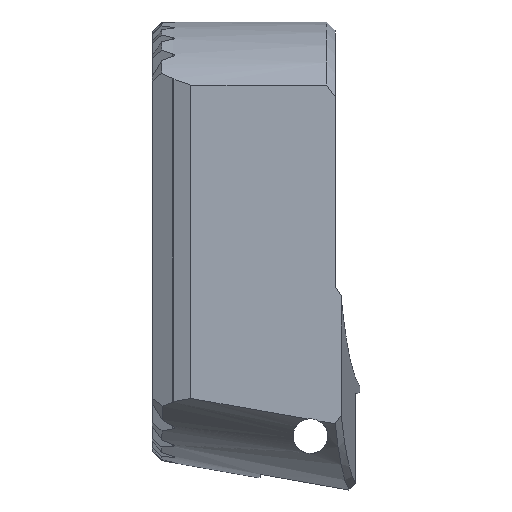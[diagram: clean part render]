
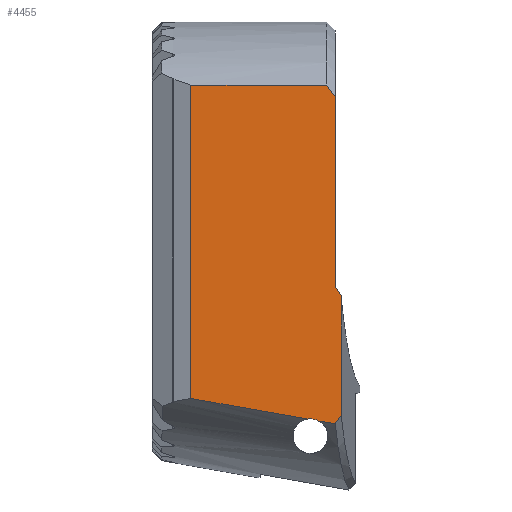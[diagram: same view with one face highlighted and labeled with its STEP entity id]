
A CAD part, front view. The second image highlights one B-rep face of the part: STEP entity #4455.
In plain terms, the highlighted planar face has unit normal (0, -1, 0).
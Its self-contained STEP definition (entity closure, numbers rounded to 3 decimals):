
#3 = VECTOR ( 'NONE', #843, 1000. ) ;
#49 = CIRCLE ( 'NONE', #2058, 1.025 ) ;
#64 = VECTOR ( 'NONE', #788, 1000. ) ;
#80 = CIRCLE ( 'NONE', #2023, 1.025 ) ;
#137 = VECTOR ( 'NONE', #7342, 1000. ) ;
#240 = LINE ( 'NONE', #854, #409 ) ;
#286 = LINE ( 'NONE', #8002, #137 ) ;
#340 = LINE ( 'NONE', #844, #3 ) ;
#364 = LINE ( 'NONE', #807, #422 ) ;
#370 = LINE ( 'NONE', #809, #64 ) ;
#393 = LINE ( 'NONE', #1078, #435 ) ;
#409 = VECTOR ( 'NONE', #855, 1000. ) ;
#422 = VECTOR ( 'NONE', #789, 1000. ) ;
#435 = VECTOR ( 'NONE', #1022, 1000. ) ;
#449 = CARTESIAN_POINT ( 'NONE',  ( 1.7, -9.3, -8.854 ) ) ;
#760 = DIRECTION ( 'NONE',  ( 0., 1., 0. ) ) ;
#767 = DIRECTION ( 'NONE',  ( 0., 0., 1. ) ) ;
#768 = CARTESIAN_POINT ( 'NONE',  ( 8.75, -9.3, -11.079 ) ) ;
#788 = DIRECTION ( 'NONE',  ( 0., 0., -1. ) ) ;
#789 = DIRECTION ( 'NONE',  ( -0.985, 0., 0.174 ) ) ;
#798 = CARTESIAN_POINT ( 'NONE',  ( 10.2, -9.3, -2.259 ) ) ;
#807 = CARTESIAN_POINT ( 'NONE',  ( 0.324, -9.3, -8.611 ) ) ;
#809 = CARTESIAN_POINT ( 'NONE',  ( 10.2, -9.3, 14.875 ) ) ;
#812 = CARTESIAN_POINT ( 'NONE',  ( 10.556, -9.3, -9.862 ) ) ;
#817 = CARTESIAN_POINT ( 'NONE',  ( 10.441, -9.3, -10.026 ) ) ;
#831 = CARTESIAN_POINT ( 'NONE',  ( 10.317, -9.3, -2.443 ) ) ;
#832 = CARTESIAN_POINT ( 'NONE',  ( 10.436, -9.3, -2.627 ) ) ;
#839 = CARTESIAN_POINT ( 'NONE',  ( 10.556, -9.3, -2.81 ) ) ;
#843 = DIRECTION ( 'NONE',  ( -0.985, 0., 0.174 ) ) ;
#844 = CARTESIAN_POINT ( 'NONE',  ( 0.324, -9.3, -8.611 ) ) ;
#854 = CARTESIAN_POINT ( 'NONE',  ( 1.7, -9.3, -14.875 ) ) ;
#855 = DIRECTION ( 'NONE',  ( 0., 0., 1. ) ) ;
#880 = CARTESIAN_POINT ( 'NONE',  ( 10.21, -9.3, -10.355 ) ) ;
#1022 = DIRECTION ( 'NONE',  ( 0., 0., 1. ) ) ;
#1078 = CARTESIAN_POINT ( 'NONE',  ( 10.556, -9.3, -14.875 ) ) ;
#1246 = CARTESIAN_POINT ( 'NONE',  ( 10.326, -9.3, -10.191 ) ) ;
#2023 = AXIS2_PLACEMENT_3D ( 'NONE', #768, #760, #767 ) ;
#2058 = AXIS2_PLACEMENT_3D ( 'NONE', #7871, #7870, #7868 ) ;
#2216 = EDGE_CURVE ( 'NONE', #3723, #3803, #286, .T. ) ;
#2239 = EDGE_CURVE ( 'NONE', #6042, #6044, #49, .T. ) ;
#2309 = EDGE_CURVE ( 'NONE', #6022, #3723, #8777, .T. ) ;
#2474 = EDGE_CURVE ( 'NONE', #3540, #2902, #393, .T. ) ;
#2483 = EDGE_CURVE ( 'NONE', #2746, #3803, #240, .T. ) ;
#2484 = EDGE_CURVE ( 'NONE', #3659, #3314, #340, .T. ) ;
#2485 = EDGE_CURVE ( 'NONE', #3659, #3540, #8602, .T. ) ;
#2486 = EDGE_CURVE ( 'NONE', #2902, #3660, #8603, .T. ) ;
#2487 = EDGE_CURVE ( 'NONE', #6022, #3660, #370, .T. ) ;
#2488 = EDGE_CURVE ( 'NONE', #6042, #2746, #364, .T. ) ;
#2489 = EDGE_CURVE ( 'NONE', #6044, #3314, #80, .T. ) ;
#2562 = AXIS2_PLACEMENT_3D ( 'NONE', #8077, #8071, #8070 ) ;
#2746 = VERTEX_POINT ( 'NONE', #449 ) ;
#2902 = VERTEX_POINT ( 'NONE', #5397 ) ;
#2964 = EDGE_LOOP ( 'NONE', ( #6539, #6538, #6537, #6536, #6535, #6534, #6533, #6532, #6531, #6530, #6529 ) ) ;
#3314 = VERTEX_POINT ( 'NONE', #5869 ) ;
#3540 = VERTEX_POINT ( 'NONE', #5815 ) ;
#3659 = VERTEX_POINT ( 'NONE', #5761 ) ;
#3660 = VERTEX_POINT ( 'NONE', #5760 ) ;
#3723 = VERTEX_POINT ( 'NONE', #5753 ) ;
#3803 = VERTEX_POINT ( 'NONE', #5735 ) ;
#4065 = FACE_OUTER_BOUND ( 'NONE', #2964, .T. ) ;
#4455 = ADVANCED_FACE ( 'NONE', ( #4065 ), #8073, .F. ) ;
#5397 = CARTESIAN_POINT ( 'NONE',  ( 10.556, -9.3, -2.81 ) ) ;
#5735 = CARTESIAN_POINT ( 'NONE',  ( 1.7, -9.3, 9.611 ) ) ;
#5753 = CARTESIAN_POINT ( 'NONE',  ( 9.7, -9.3, 9.611 ) ) ;
#5760 = CARTESIAN_POINT ( 'NONE',  ( 10.2, -9.3, -2.259 ) ) ;
#5761 = CARTESIAN_POINT ( 'NONE',  ( 10.21, -9.3, -10.355 ) ) ;
#5815 = CARTESIAN_POINT ( 'NONE',  ( 10.556, -9.3, -9.862 ) ) ;
#5869 = CARTESIAN_POINT ( 'NONE',  ( 9.254, -9.3, -10.186 ) ) ;
#6022 = VERTEX_POINT ( 'NONE', #6837 ) ;
#6042 = VERTEX_POINT ( 'NONE', #6816 ) ;
#6044 = VERTEX_POINT ( 'NONE', #6853 ) ;
#6529 = ORIENTED_EDGE ( 'NONE', *, *, #2489, .T. ) ;
#6530 = ORIENTED_EDGE ( 'NONE', *, *, #2239, .T. ) ;
#6531 = ORIENTED_EDGE ( 'NONE', *, *, #2488, .F. ) ;
#6532 = ORIENTED_EDGE ( 'NONE', *, *, #2483, .F. ) ;
#6533 = ORIENTED_EDGE ( 'NONE', *, *, #2216, .T. ) ;
#6534 = ORIENTED_EDGE ( 'NONE', *, *, #2309, .T. ) ;
#6535 = ORIENTED_EDGE ( 'NONE', *, *, #2487, .F. ) ;
#6536 = ORIENTED_EDGE ( 'NONE', *, *, #2486, .T. ) ;
#6537 = ORIENTED_EDGE ( 'NONE', *, *, #2474, .T. ) ;
#6538 = ORIENTED_EDGE ( 'NONE', *, *, #2485, .T. ) ;
#6539 = ORIENTED_EDGE ( 'NONE', *, *, #2484, .F. ) ;
#6816 = CARTESIAN_POINT ( 'NONE',  ( 8.582, -9.3, -10.067 ) ) ;
#6837 = CARTESIAN_POINT ( 'NONE',  ( 10.2, -9.3, 8.909 ) ) ;
#6853 = CARTESIAN_POINT ( 'NONE',  ( 8.75, -9.3, -10.054 ) ) ;
#7342 = DIRECTION ( 'NONE',  ( -1., 0., 0. ) ) ;
#7614 = CARTESIAN_POINT ( 'NONE',  ( 9.7, -9.3, 9.611 ) ) ;
#7615 = CARTESIAN_POINT ( 'NONE',  ( 10.2, -9.3, 8.909 ) ) ;
#7620 = CARTESIAN_POINT ( 'NONE',  ( 9.869, -9.3, 9.378 ) ) ;
#7622 = CARTESIAN_POINT ( 'NONE',  ( 10.035, -9.3, 9.144 ) ) ;
#7868 = DIRECTION ( 'NONE',  ( 0., 0., 1. ) ) ;
#7870 = DIRECTION ( 'NONE',  ( 0., 1., 0. ) ) ;
#7871 = CARTESIAN_POINT ( 'NONE',  ( 8.75, -9.3, -11.079 ) ) ;
#8002 = CARTESIAN_POINT ( 'NONE',  ( 0., -9.3, 9.611 ) ) ;
#8070 = DIRECTION ( 'NONE',  ( 0., 0., 1. ) ) ;
#8071 = DIRECTION ( 'NONE',  ( 0., 1., 0. ) ) ;
#8073 = PLANE ( 'NONE',  #2562 ) ;
#8077 = CARTESIAN_POINT ( 'NONE',  ( 1.7, -9.3, -14.875 ) ) ;
#8602 = B_SPLINE_CURVE_WITH_KNOTS ( 'NONE', 3,
 ( #880, #1246, #817, #812 ),
 .UNSPECIFIED., .F., .F.,
 ( 4, 4 ),
 ( 0., 1. ),
 .UNSPECIFIED. ) ;
#8603 = B_SPLINE_CURVE_WITH_KNOTS ( 'NONE', 3,
 ( #839, #832, #831, #798 ),
 .UNSPECIFIED., .F., .F.,
 ( 4, 4 ),
 ( 0.012, 0.012 ),
 .UNSPECIFIED. ) ;
#8777 = B_SPLINE_CURVE_WITH_KNOTS ( 'NONE', 3,
 ( #7615, #7622, #7620, #7614 ),
 .UNSPECIFIED., .F., .F.,
 ( 4, 4 ),
 ( 0., 0.001 ),
 .UNSPECIFIED. ) ;
